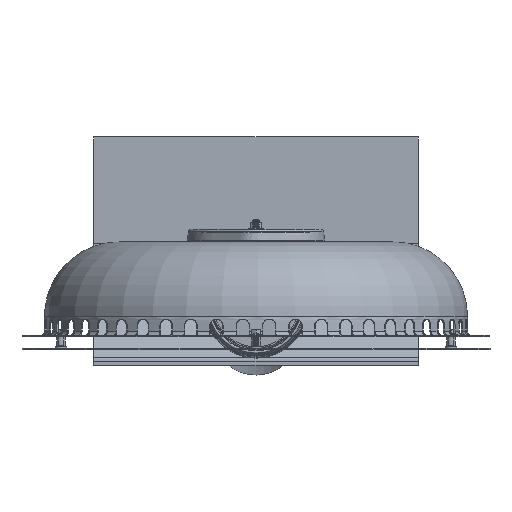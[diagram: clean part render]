
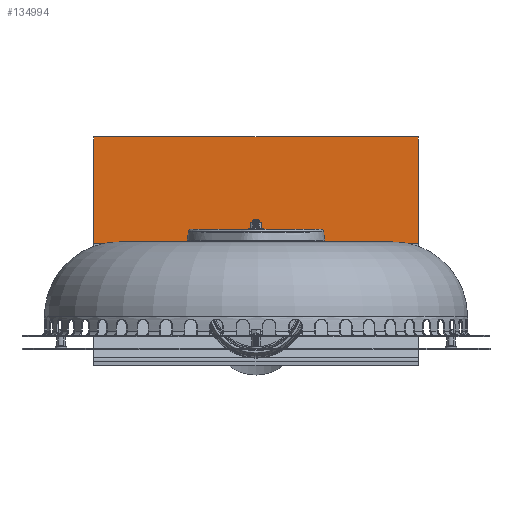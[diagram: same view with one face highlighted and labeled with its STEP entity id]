
A CAD part, left-side view. The second image highlights one B-rep face of the part: STEP entity #134994.
In plain terms, the highlighted planar face has unit normal (-1, 0, 0).
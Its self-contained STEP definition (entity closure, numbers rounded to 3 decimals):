
#3529=PLANE('',#141571);
#9955=FACE_OUTER_BOUND('',#16465,.T.);
#16465=EDGE_LOOP('',(#95979,#95980,#95981,#95982));
#25966=LINE('',#181411,#44364);
#25967=LINE('',#181415,#44365);
#25968=LINE('',#181417,#44366);
#25969=LINE('',#181418,#44367);
#44364=VECTOR('',#148789,1.);
#44365=VECTOR('',#148794,1.);
#44366=VECTOR('',#148795,1.);
#44367=VECTOR('',#148796,1.);
#63436=VERTEX_POINT('',#181408);
#63437=VERTEX_POINT('',#181410);
#63438=VERTEX_POINT('',#181414);
#63439=VERTEX_POINT('',#181416);
#76412=EDGE_CURVE('',#63437,#63436,#25966,.T.);
#76414=EDGE_CURVE('',#63436,#63438,#25967,.T.);
#76415=EDGE_CURVE('',#63439,#63438,#25968,.T.);
#76416=EDGE_CURVE('',#63439,#63437,#25969,.T.);
#95979=ORIENTED_EDGE('',*,*,#76414,.T.);
#95980=ORIENTED_EDGE('',*,*,#76415,.F.);
#95981=ORIENTED_EDGE('',*,*,#76416,.T.);
#95982=ORIENTED_EDGE('',*,*,#76412,.T.);
#134994=ADVANCED_FACE('',(#9955),#3529,.T.);
#141571=AXIS2_PLACEMENT_3D('',#181413,#148792,#148793);
#148789=DIRECTION('',(0.,0.,1.));
#148792=DIRECTION('center_axis',(-1.,0.,0.));
#148793=DIRECTION('ref_axis',(0.,0.,1.));
#148794=DIRECTION('',(0.,1.,0.));
#148795=DIRECTION('',(0.,0.,1.));
#148796=DIRECTION('',(0.,-1.,0.));
#181408=CARTESIAN_POINT('',(3942.29,808.9,309.46));
#181410=CARTESIAN_POINT('',(3942.29,808.9,-60.54));
#181411=CARTESIAN_POINT('',(3942.29,808.9,-60.54));
#181413=CARTESIAN_POINT('Origin',(3942.29,808.9,-60.54));
#181414=CARTESIAN_POINT('',(3942.29,930.615,309.46));
#181415=CARTESIAN_POINT('',(3942.29,930.615,309.46));
#181416=CARTESIAN_POINT('',(3942.29,930.615,-60.54));
#181417=CARTESIAN_POINT('',(3942.29,930.615,-60.54));
#181418=CARTESIAN_POINT('',(3942.29,930.615,-60.54));
